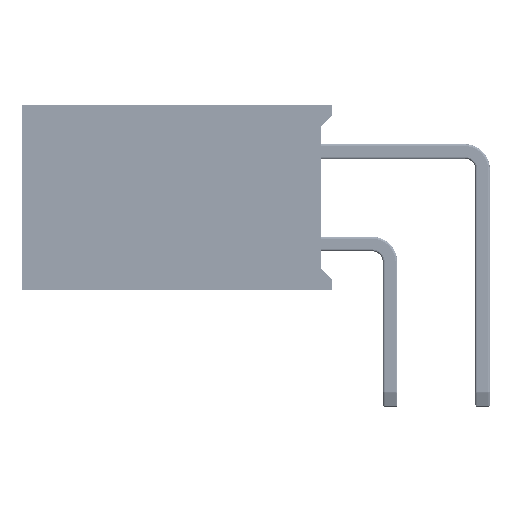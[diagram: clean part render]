
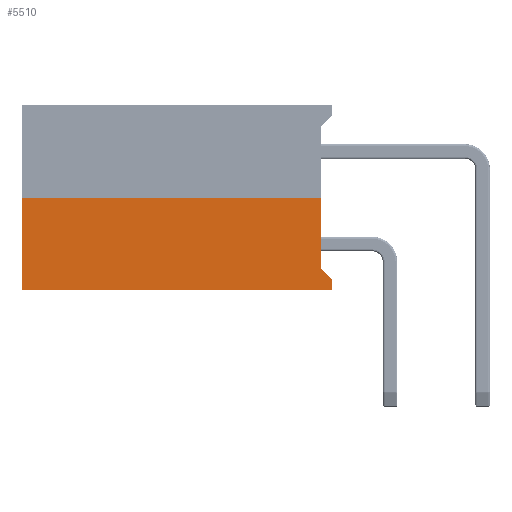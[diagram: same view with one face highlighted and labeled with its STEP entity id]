
A CAD part, left-side view. The second image highlights one B-rep face of the part: STEP entity #5510.
In plain terms, the highlighted planar face has unit normal (-1, 0, 0).
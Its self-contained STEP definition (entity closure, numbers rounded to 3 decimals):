
#475=PLANE('',#6089);
#726=FACE_OUTER_BOUND('',#1053,.T.);
#1053=EDGE_LOOP('',(#4231,#4232,#4233,#4234,#4235,#4236));
#1415=LINE('',#9227,#1799);
#1419=LINE('',#9234,#1803);
#1430=LINE('',#9258,#1814);
#1433=LINE('',#9264,#1817);
#1434=LINE('',#9266,#1818);
#1435=LINE('',#9267,#1819);
#1799=VECTOR('',#7384,10.);
#1803=VECTOR('',#7390,10.);
#1814=VECTOR('',#7413,10.);
#1817=VECTOR('',#7418,10.);
#1818=VECTOR('',#7419,10.);
#1819=VECTOR('',#7420,10.);
#2503=VERTEX_POINT('',#9224);
#2504=VERTEX_POINT('',#9226);
#2506=VERTEX_POINT('',#9232);
#2513=VERTEX_POINT('',#9257);
#2515=VERTEX_POINT('',#9263);
#2516=VERTEX_POINT('',#9265);
#3087=EDGE_CURVE('',#2503,#2504,#1415,.T.);
#3091=EDGE_CURVE('',#2503,#2506,#1419,.T.);
#3104=EDGE_CURVE('',#2513,#2504,#1430,.T.);
#3107=EDGE_CURVE('',#2506,#2515,#1433,.T.);
#3108=EDGE_CURVE('',#2516,#2515,#1434,.T.);
#3109=EDGE_CURVE('',#2513,#2516,#1435,.T.);
#4231=ORIENTED_EDGE('',*,*,#3091,.T.);
#4232=ORIENTED_EDGE('',*,*,#3107,.T.);
#4233=ORIENTED_EDGE('',*,*,#3108,.F.);
#4234=ORIENTED_EDGE('',*,*,#3109,.F.);
#4235=ORIENTED_EDGE('',*,*,#3104,.T.);
#4236=ORIENTED_EDGE('',*,*,#3087,.F.);
#5510=ADVANCED_FACE('',(#726),#475,.T.);
#6089=AXIS2_PLACEMENT_3D('',#9262,#7416,#7417);
#7384=DIRECTION('',(0.,-0.707,-0.707));
#7390=DIRECTION('',(0.,0.,1.));
#7413=DIRECTION('',(0.,0.,1.));
#7416=DIRECTION('center_axis',(-1.,0.,0.));
#7417=DIRECTION('ref_axis',(0.,0.,
1.));
#7418=DIRECTION('',(0.,1.,0.));
#7419=DIRECTION('',(0.,0.,1.));
#7420=DIRECTION('',(0.,1.,0.));
#9224=CARTESIAN_POINT('',(-1.27,1.9,0.6));
#9226=CARTESIAN_POINT('',(-1.27,1.6,0.3));
#9227=CARTESIAN_POINT('',(-1.27,1.6,0.3));
#9232=CARTESIAN_POINT('',(-1.27,1.9,2.54));
#9234=CARTESIAN_POINT('',(-1.27,1.9,0.635));
#9257=CARTESIAN_POINT('',(-1.27,1.6,0.));
#9258=CARTESIAN_POINT('',(-1.27,1.6,0.));
#9262=CARTESIAN_POINT('Origin',(-1.27,1.6,0.));
#9263=CARTESIAN_POINT('',(-1.27,10.1,2.54));
#9264=CARTESIAN_POINT('',(-1.27,1.6,2.54));
#9265=CARTESIAN_POINT('',(-1.27,10.1,0.));
#9266=CARTESIAN_POINT('',(-1.27,10.1,0.));
#9267=CARTESIAN_POINT('',(-1.27,1.6,0.));
